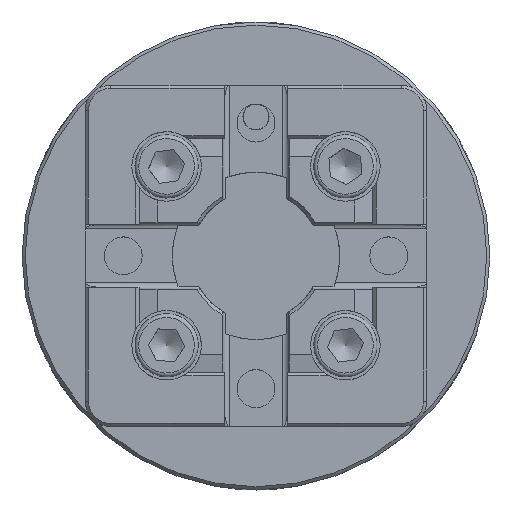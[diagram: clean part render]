
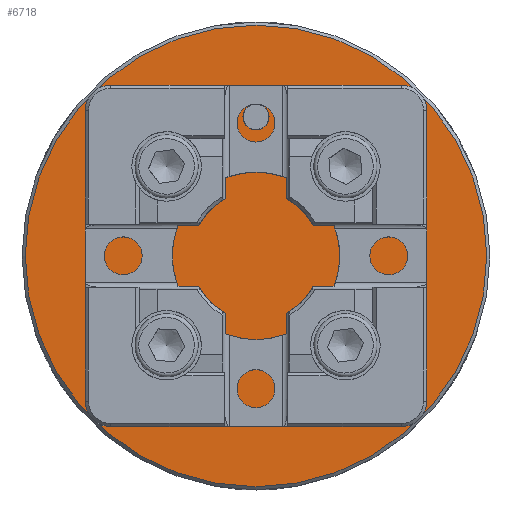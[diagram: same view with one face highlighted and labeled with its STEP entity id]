
A CAD part, top view. The second image highlights one B-rep face of the part: STEP entity #6718.
In plain terms, the highlighted planar face has unit normal (0, 0, 1).
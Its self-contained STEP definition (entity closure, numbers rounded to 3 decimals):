
#197=FACE_BOUND('',#1200,.T.);
#198=FACE_BOUND('',#1201,.T.);
#199=FACE_BOUND('',#1202,.T.);
#200=FACE_BOUND('',#1203,.T.);
#201=FACE_BOUND('',#1204,.T.);
#202=FACE_BOUND('',#1205,.T.);
#203=FACE_BOUND('',#1206,.T.);
#204=FACE_BOUND('',#1207,.T.);
#1200=EDGE_LOOP('',(#5937));
#1201=EDGE_LOOP('',(#5938));
#1202=EDGE_LOOP('',(#5939));
#1203=EDGE_LOOP('',(#5940));
#1204=EDGE_LOOP('',(#5941));
#1205=EDGE_LOOP('',(#5942));
#1206=EDGE_LOOP('',(#5943));
#1207=EDGE_LOOP('',(#5944));
#1517=CIRCLE('',#7282,36.5);
#1518=CIRCLE('',#7284,2.067);
#1519=CIRCLE('',#7285,2.067);
#1520=CIRCLE('',#7286,2.067);
#1521=CIRCLE('',#7287,2.459);
#1522=CIRCLE('',#7288,2.459);
#1523=CIRCLE('',#7289,2.459);
#1524=CIRCLE('',#7290,2.459);
#3315=VERTEX_POINT('',#11588);
#3316=VERTEX_POINT('',#11591);
#3317=VERTEX_POINT('',#11593);
#3318=VERTEX_POINT('',#11595);
#3319=VERTEX_POINT('',#11597);
#3320=VERTEX_POINT('',#11599);
#3321=VERTEX_POINT('',#11601);
#3322=VERTEX_POINT('',#11603);
#4217=EDGE_CURVE('',#3315,#3315,#1517,.T.);
#4218=EDGE_CURVE('',#3316,#3316,#1518,.T.);
#4219=EDGE_CURVE('',#3317,#3317,#1519,.T.);
#4220=EDGE_CURVE('',#3318,#3318,#1520,.T.);
#4221=EDGE_CURVE('',#3319,#3319,#1521,.T.);
#4222=EDGE_CURVE('',#3320,#3320,#1522,.T.);
#4223=EDGE_CURVE('',#3321,#3321,#1523,.T.);
#4224=EDGE_CURVE('',#3322,#3322,#1524,.T.);
#5937=ORIENTED_EDGE('',*,*,#4218,.T.);
#5938=ORIENTED_EDGE('',*,*,#4219,.T.);
#5939=ORIENTED_EDGE('',*,*,#4220,.T.);
#5940=ORIENTED_EDGE('',*,*,#4221,.T.);
#5941=ORIENTED_EDGE('',*,*,#4222,.T.);
#5942=ORIENTED_EDGE('',*,*,#4223,.T.);
#5943=ORIENTED_EDGE('',*,*,#4224,.T.);
#5944=ORIENTED_EDGE('',*,*,#4217,.F.);
#6388=PLANE('',#7283);
#6718=ADVANCED_FACE('',(#197,#198,#199,#200,#201,#202,#203,#204),#6388,
 .T.);
#7282=AXIS2_PLACEMENT_3D('',#11589,#8963,#8964);
#7283=AXIS2_PLACEMENT_3D('',#11590,#8965,#8966);
#7284=AXIS2_PLACEMENT_3D('',#11592,#8967,#8968);
#7285=AXIS2_PLACEMENT_3D('',#11594,#8969,#8970);
#7286=AXIS2_PLACEMENT_3D('',#11596,#8971,#8972);
#7287=AXIS2_PLACEMENT_3D('',#11598,#8973,#8974);
#7288=AXIS2_PLACEMENT_3D('',#11600,#8975,#8976);
#7289=AXIS2_PLACEMENT_3D('',#11602,#8977,#8978);
#7290=AXIS2_PLACEMENT_3D('',#11604,#8979,#8980);
#8963=DIRECTION('center_axis',(0.,0.,-1.));
#8964=DIRECTION('ref_axis',(-1.,0.,0.));
#8965=DIRECTION('center_axis',(0.,0.,1.));
#8966=DIRECTION('ref_axis',(1.,0.,0.));
#8967=DIRECTION('center_axis',(0.,0.,-1.));
#8968=DIRECTION('ref_axis',(1.,0.,0.));
#8969=DIRECTION('center_axis',(0.,0.,-1.));
#8970=DIRECTION('ref_axis',(-0.5,0.866,0.));
#8971=DIRECTION('center_axis',(0.,0.,-1.));
#8972=DIRECTION('ref_axis',(-0.5,-0.866,0.));
#8973=DIRECTION('center_axis',(0.,0.,-1.));
#8974=DIRECTION('ref_axis',(1.,0.,0.));
#8975=DIRECTION('center_axis',(0.,0.,-1.));
#8976=DIRECTION('ref_axis',(0.,1.,0.));
#8977=DIRECTION('center_axis',(0.,0.,-1.));
#8978=DIRECTION('ref_axis',(-1.,0.,0.));
#8979=DIRECTION('center_axis',(0.,0.,-1.));
#8980=DIRECTION('ref_axis',(0.,-1.,0.));
#11588=CARTESIAN_POINT('',(31.434,0.724,12.));
#11589=CARTESIAN_POINT('Origin',(-5.066,0.724,12.));
#11590=CARTESIAN_POINT('Origin',(-5.066,0.724,12.));
#11591=CARTESIAN_POINT('',(-2.999,22.724,12.));
#11592=CARTESIAN_POINT('Origin',(-5.066,22.724,12.));
#11593=CARTESIAN_POINT('',(-25.152,-8.486,12.));
#11594=CARTESIAN_POINT('Origin',(-24.119,-10.276,12.));
#11595=CARTESIAN_POINT('',(12.953,-12.066,12.));
#11596=CARTESIAN_POINT('Origin',(13.986,-10.276,12.));
#11597=CARTESIAN_POINT('',(-16.75,14.866,12.));
#11598=CARTESIAN_POINT('Origin',(-19.208,14.866,12.));
#11599=CARTESIAN_POINT('',(-19.208,-10.96,12.));
#11600=CARTESIAN_POINT('Origin',(-19.208,-13.418,12.));
#11601=CARTESIAN_POINT('',(6.618,-13.418,12.));
#11602=CARTESIAN_POINT('Origin',(9.076,-13.418,12.));
#11603=CARTESIAN_POINT('',(9.076,12.407,12.));
#11604=CARTESIAN_POINT('Origin',(9.076,14.866,12.));
